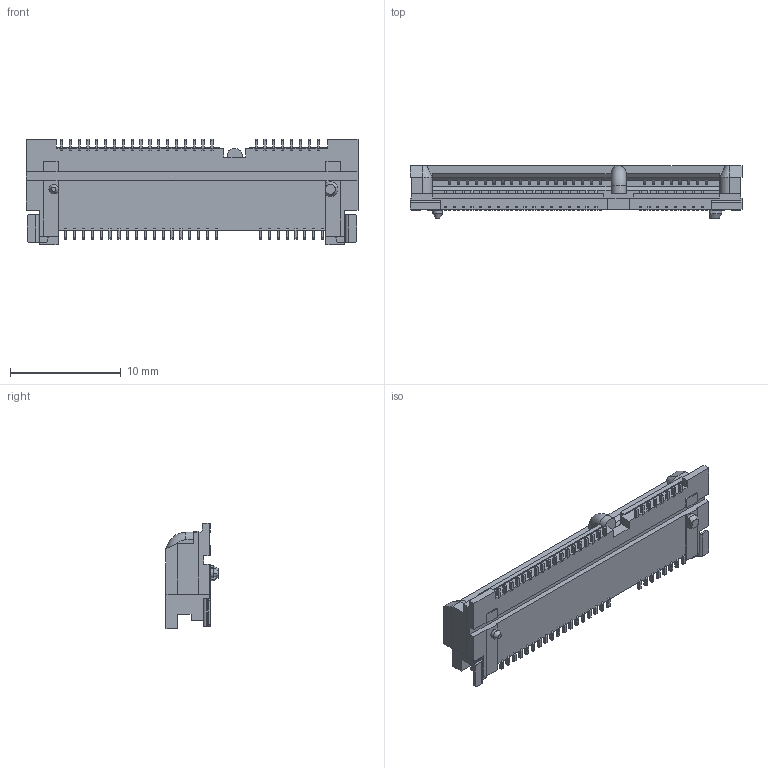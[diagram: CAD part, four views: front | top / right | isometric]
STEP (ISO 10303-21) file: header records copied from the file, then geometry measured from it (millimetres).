
FILE_DESCRIPTION((''),'2;1');
FILE_NAME('C-1717831-1','2012-03-29T',('workeradm'),('Tyco Electronics Ltd.'),'PRO/ENGINEER BY PARAMETRIC TECHNOLOGY CORPORATION, 2010430','PRO/ENGINEER BY PARAMETRIC TECHNOLOGY CORPORATION, 2010430','');
FILE_SCHEMA(('AUTOMOTIVE_DESIGN { 1 0 10303 214 1 1 1 1 }'));
Length unit declared in the file: millimetre
Products named in the file (1): C-1717831-1
Bounding box: 30 x 4.7 x 9.5 mm (x, y, z)
Volume: 651.1 mm3; surface area: 1005.6 mm2
Topology: 1 solids, 1 shells, 933 faces, 2859 edges, 1903 vertices
Faces by surface type: plane 591, cylinder 336, cone 5, torus 1
Entity records: 32366 total; most frequent: CARTESIAN_POINT 5792, ORIENTED_EDGE 5718, DIRECTION 5402, EDGE_CURVE 2859, VECTOR 2174, LINE 2174, VERTEX_POINT 1903, AXIS2_PLACEMENT_3D 1614
